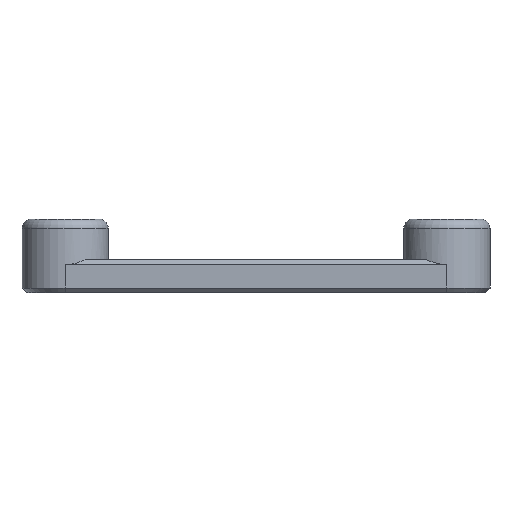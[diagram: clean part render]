
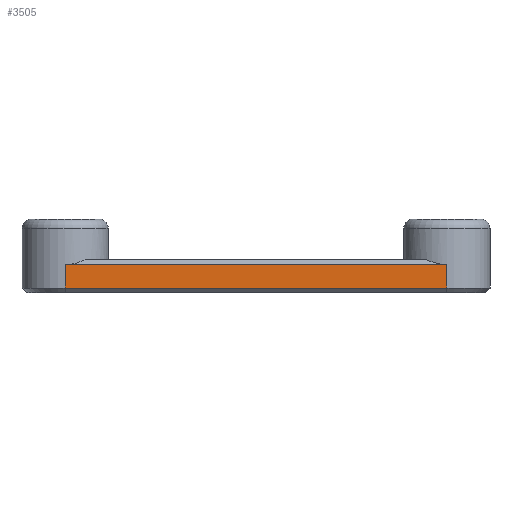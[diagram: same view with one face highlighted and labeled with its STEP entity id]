
A CAD part, front view. The second image highlights one B-rep face of the part: STEP entity #3505.
In plain terms, the highlighted planar face has unit normal (0, -1, 0).
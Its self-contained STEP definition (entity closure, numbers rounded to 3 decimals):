
#435=FACE_OUTER_BOUND('',#654,.T.);
#654=EDGE_LOOP('',(#2497,#2498,#2499,#2500));
#939=LINE('',#5563,#1244);
#940=LINE('',#5567,#1245);
#941=LINE('',#5569,#1246);
#942=LINE('',#5570,#1247);
#1244=VECTOR('',#4388,10.);
#1245=VECTOR('',#4393,10.);
#1246=VECTOR('',#4394,10.);
#1247=VECTOR('',#4395,10.);
#1550=VERTEX_POINT('',#5560);
#1551=VERTEX_POINT('',#5562);
#1552=VERTEX_POINT('',#5566);
#1553=VERTEX_POINT('',#5568);
#1898=EDGE_CURVE('',#1550,#1551,#939,.T.);
#1900=EDGE_CURVE('',#1552,#1550,#940,.T.);
#1901=EDGE_CURVE('',#1553,#1552,#941,.T.);
#1902=EDGE_CURVE('',#1553,#1551,#942,.T.);
#2497=ORIENTED_EDGE('',*,*,#1898,.F.);
#2498=ORIENTED_EDGE('',*,*,#1900,.F.);
#2499=ORIENTED_EDGE('',*,*,#1901,.F.);
#2500=ORIENTED_EDGE('',*,*,#1902,.T.);
#3386=PLANE('',#3794);
#3505=ADVANCED_FACE('',(#435),#3386,.T.);
#3794=AXIS2_PLACEMENT_3D('',#5565,#4391,#4392);
#4388=DIRECTION('',(1.,0.,0.));
#4391=DIRECTION('center_axis',(0.,-1.,0.));
#4392=DIRECTION('ref_axis',(1.,0.,0.));
#4393=DIRECTION('',(0.,0.,1.));
#4394=DIRECTION('',(-1.,0.,0.));
#4395=DIRECTION('',(0.,0.,1.));
#5560=CARTESIAN_POINT('',(59.228,11.45,2.3));
#5562=CARTESIAN_POINT('',(90.228,11.45,2.3));
#5563=CARTESIAN_POINT('',(66.978,11.45,2.3));
#5565=CARTESIAN_POINT('Origin',(59.228,11.45,0.));
#5566=CARTESIAN_POINT('',(59.228,11.45,0.4));
#5567=CARTESIAN_POINT('',(59.228,11.45,0.));
#5568=CARTESIAN_POINT('',(90.228,11.45,0.4));
#5569=CARTESIAN_POINT('',(65.441,11.45,0.4));
#5570=CARTESIAN_POINT('',(90.228,11.45,0.));
